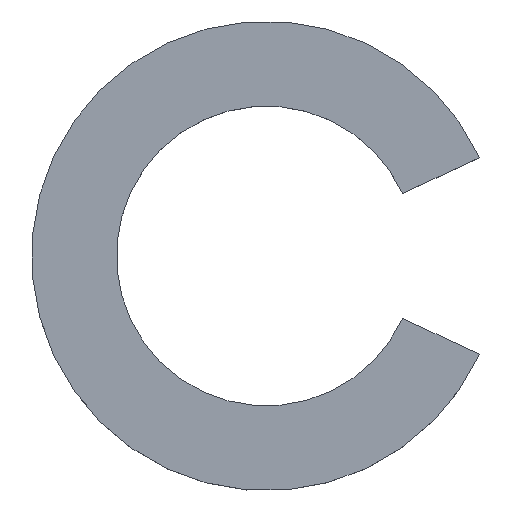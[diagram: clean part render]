
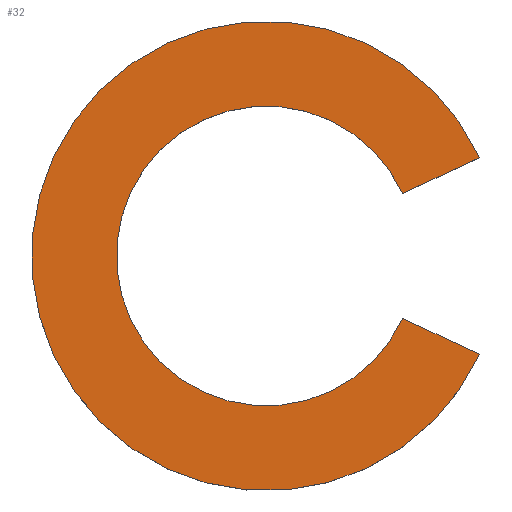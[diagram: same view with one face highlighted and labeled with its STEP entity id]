
A CAD part, top view. The second image highlights one B-rep face of the part: STEP entity #32.
In plain terms, the highlighted planar face has unit normal (0, 0, 1).
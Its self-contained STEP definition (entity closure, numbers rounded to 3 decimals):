
#32 = ADVANCED_FACE( '', ( #62 ), #63, .T. );
#62 = FACE_OUTER_BOUND( '', #87, .T. );
#63 = PLANE( '', #88 );
#87 = EDGE_LOOP( '', ( #111, #112, #113, #114 ) );
#88 = AXIS2_PLACEMENT_3D( '', #115, #116, #117 );
#111 = ORIENTED_EDGE( '', *, *, #153, .F. );
#112 = ORIENTED_EDGE( '', *, *, #156, .T. );
#113 = ORIENTED_EDGE( '', *, *, #157, .T. );
#114 = ORIENTED_EDGE( '', *, *, #158, .T. );
#115 = CARTESIAN_POINT( '', ( 0., 23.5, 5. ) );
#116 = DIRECTION( '', ( 0., 0., 1. ) );
#117 = DIRECTION( '', ( 1., 0., 0. ) );
#153 = EDGE_CURVE( '', #172, #174, #175, .T. );
#156 = EDGE_CURVE( '', #172, #178, #179, .T. );
#157 = EDGE_CURVE( '', #178, #180, #181, .T. );
#158 = EDGE_CURVE( '', #180, #174, #182, .T. );
#172 = VERTEX_POINT( '', #198 );
#174 = VERTEX_POINT( '', #201 );
#175 = CIRCLE( '', #202, 23.5 );
#178 = VERTEX_POINT( '', #206 );
#179 = LINE( '', #207, #208 );
#180 = VERTEX_POINT( '', #209 );
#181 = CIRCLE( '', #210, 15. );
#182 = LINE( '', #211, #212 );
#198 = CARTESIAN_POINT( '', ( 21.34, -9.842, 5. ) );
#201 = CARTESIAN_POINT( '', ( 21.34, 9.842, 5. ) );
#202 = AXIS2_PLACEMENT_3D( '', #232, #233, #234 );
#206 = CARTESIAN_POINT( '', ( 13.636, -6.25, 5. ) );
#207 = CARTESIAN_POINT( '', ( -8.959, 4.286, 5. ) );
#208 = VECTOR( '', #236, 1000. );
#209 = CARTESIAN_POINT( '', ( 13.636, 6.25, 5. ) );
#210 = AXIS2_PLACEMENT_3D( '', #237, #238, #239 );
#211 = CARTESIAN_POINT( '', ( 9.043, 4.108, 5. ) );
#212 = VECTOR( '', #240, 1000. );
#232 = CARTESIAN_POINT( '', ( 0., 0., 5. ) );
#233 = DIRECTION( '', ( 0., 0., -1. ) );
#234 = DIRECTION( '', ( -1., 0., 0. ) );
#236 = DIRECTION( '', ( -0.906, 0.423, 0. ) );
#237 = CARTESIAN_POINT( '', ( 0., 0., 5. ) );
#238 = DIRECTION( '', ( 0., 0., -1. ) );
#239 = DIRECTION( '', ( -1., 0., 0. ) );
#240 = DIRECTION( '', ( 0.906, 0.423, 0. ) );
